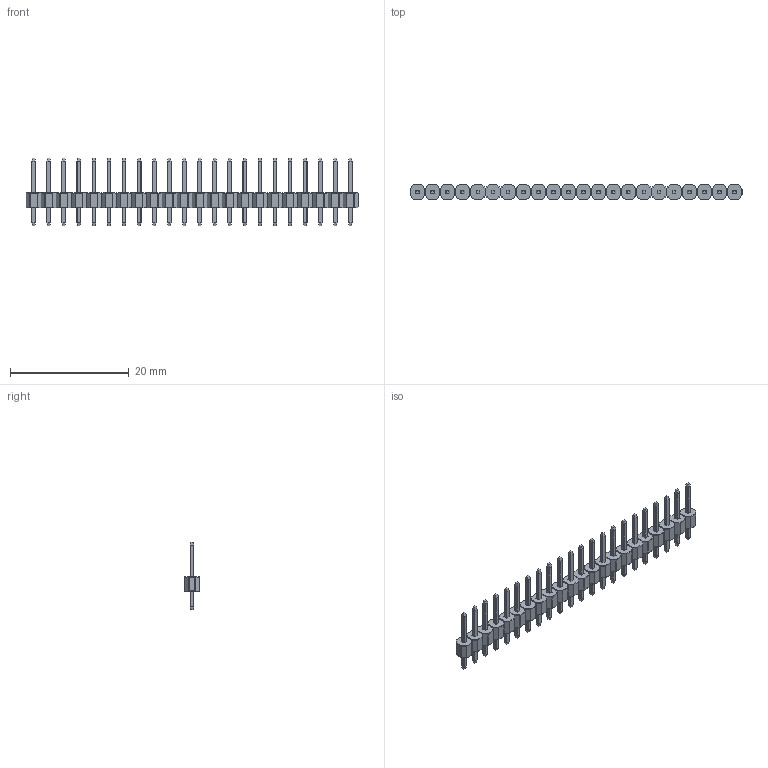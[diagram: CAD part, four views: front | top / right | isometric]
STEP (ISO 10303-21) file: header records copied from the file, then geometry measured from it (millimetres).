
FILE_DESCRIPTION(/* description */ (''),/* implementation_level */ '2;1');
FILE_NAME(/* name */ 'Pin Header Male 01x22 P2.54mm.stp',/* time_stamp */ '2019-09-24T13:29:14+02:00',/* author */ ('Bernd das Brot'),/* organization */ (''),/* preprocessor_version */ 'ST-DEVELOPER v17.2',/* originating_system */ 'Autodesk Inventor 2019',/* authorisation */ '');
FILE_SCHEMA (('AUTOMOTIVE_DESIGN { 1 0 10303 214 3 1 1 }'));
Length unit declared in the file: millimetre
Products named in the file (2): test; Male Pin Header
Assembly tree (22 placements, depth 2):
  test
    Male Pin Header  x22
Bounding box: 55.88 x 2.54 x 11.39 mm (x, y, z)
Volume: 383.4 mm3; surface area: 1202.3 mm2
Topology: 22 solids, 22 shells, 1980 faces, 4664 edges, 2640 vertices
Faces by surface type: plane 836, cylinder 792, sphere 352
Entity records: 2875 total; most frequent: DIRECTION 512, CARTESIAN_POINT 446, ORIENTED_EDGE 424, EDGE_CURVE 212, AXIS2_PLACEMENT_3D 186, LINE 140, VECTOR 140, VERTEX_POINT 120
